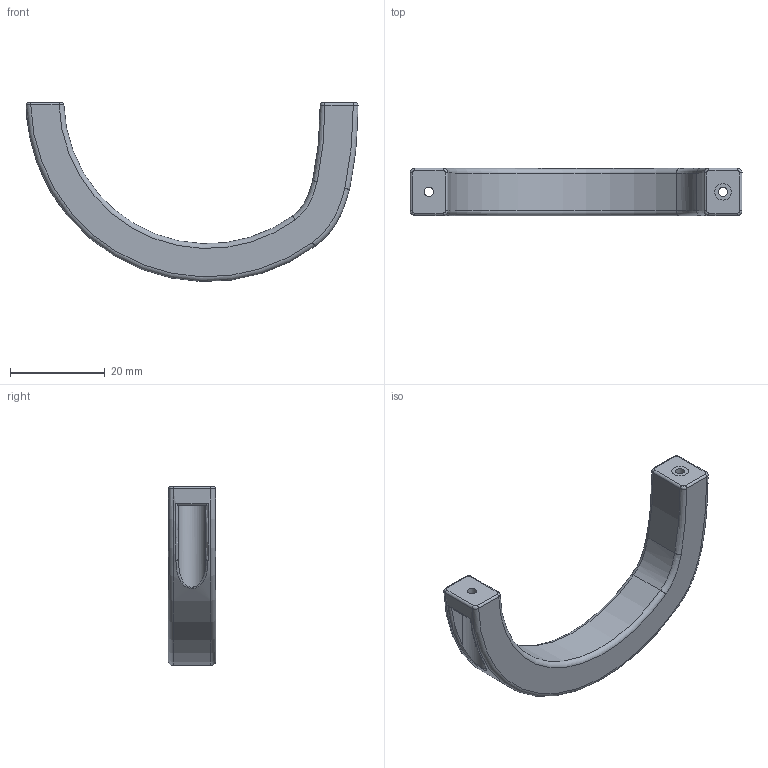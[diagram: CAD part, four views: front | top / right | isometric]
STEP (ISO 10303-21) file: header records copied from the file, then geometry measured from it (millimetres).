
FILE_DESCRIPTION(/* description */ ('','CAx-IF Rec.Pracs.---Representation and Presentation of Product Manufacturing Information (PMI)---4.0---2014-10-13'),/* implementation_level */ '2;1');
FILE_NAME(/* name */ 'Wrist_loop.step',/* time_stamp */ '2025-02-13T00:24:15+08:00',/* author */ (''),/* organization */ (''),/* preprocessor_version */ 'ST-DEVELOPER v20',/* originating_system */ 'Autodesk Translation Framework v13.20.0.188',/* authorisation */ '');
FILE_SCHEMA (('AP242_MANAGED_MODEL_BASED_3D_ENGINEERING_MIM_LF { 1 0 10303 442 1 1 4 }'));
Length unit declared in the file: millimetre
Products named in the file (1): 手腕
Bounding box: 70.25 x 10 x 37.87 mm (x, y, z)
Volume: 7262.4 mm3; surface area: 4087.2 mm2
Topology: 1 solids, 1 shells, 59 faces, 139 edges, 84 vertices
Faces by surface type: bspline 26, cylinder 16, plane 11, torus 6
Full cylindrical faces by diameter (mm): 1.9 x2
Entity records: 3545 total; most frequent: CARTESIAN_POINT 2298, ORIENTED_EDGE 278, DIRECTION 213, EDGE_CURVE 139, AXIS2_PLACEMENT_3D 89, VERTEX_POINT 84, EDGE_LOOP 65, FACE_OUTER_BOUND 59
